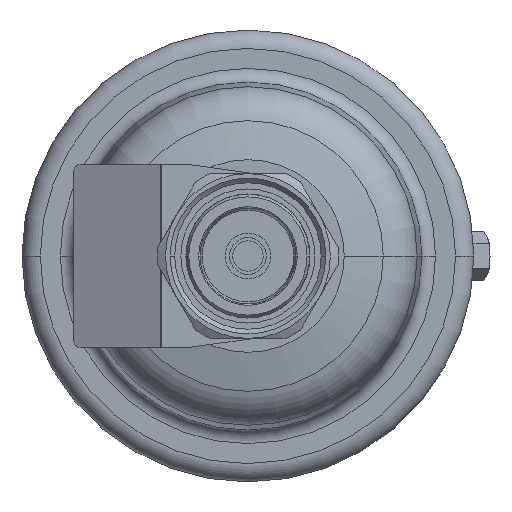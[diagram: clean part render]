
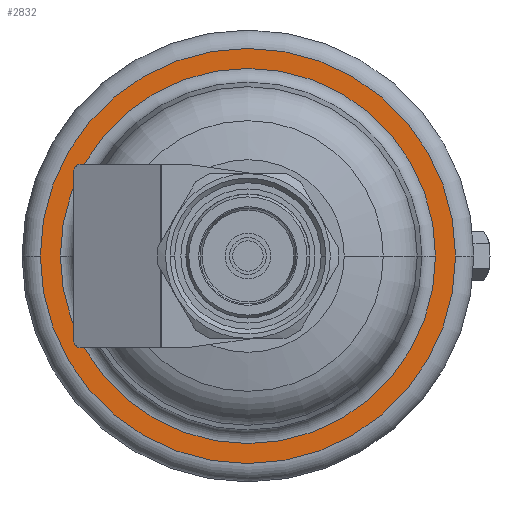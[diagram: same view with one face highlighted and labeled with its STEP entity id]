
A CAD part, left-side view. The second image highlights one B-rep face of the part: STEP entity #2832.
In plain terms, the highlighted face is planar.
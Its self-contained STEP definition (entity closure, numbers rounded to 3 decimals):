
#2239=CARTESIAN_POINT('',(0.,12.5,0.));
#2240=DIRECTION('',(0.,-1.,0.));
#2241=DIRECTION('',(-1.,0.,0.));
#2242=AXIS2_PLACEMENT_3D('',#2239,#2240,#2241);
#2249=CARTESIAN_POINT('',(0.,12.5,0.));
#2250=DIRECTION('',(0.,1.,0.));
#2251=DIRECTION('',(-1.,0.,0.));
#2252=AXIS2_PLACEMENT_3D('',#2249,#2250,#2251);
#2259=CARTESIAN_POINT('',(0.,12.5,0.));
#2260=DIRECTION('',(0.,-1.,0.));
#2261=DIRECTION('',(-1.,0.,0.));
#2262=AXIS2_PLACEMENT_3D('',#2259,#2260,#2261);
#2264=CARTESIAN_POINT('',(0.,12.5,0.));
#2265=DIRECTION('',(0.,1.,0.));
#2266=DIRECTION('',(-1.,0.,0.));
#2267=AXIS2_PLACEMENT_3D('',#2264,#2265,#2266);
#2355=CARTESIAN_POINT('',(-40.981,12.5,0.));
#2356=VERTEX_POINT('',#2355);
#2357=CARTESIAN_POINT('',(-45.35,12.5,0.));
#2359=VERTEX_POINT('',#2357);
#2389=CARTESIAN_POINT('',(40.981,12.5,0.));
#2390=VERTEX_POINT('',#2389);
#2391=CARTESIAN_POINT('',(45.35,12.5,0.));
#2393=VERTEX_POINT('',#2391);
#2817=CARTESIAN_POINT('',(0.,12.5,0.));
#2818=DIRECTION('',(0.,-1.,0.));
#2819=DIRECTION('',(-1.,0.,0.));
#2820=AXIS2_PLACEMENT_3D('',#2817,#2818,#2819);
#2821=PLANE('',#2820);
#2822=ORIENTED_EDGE('',*,*,#2810,.F.);
#2823=ORIENTED_EDGE('',*,*,#2799,.T.);
#2824=EDGE_LOOP('',(#2822,#2823));
#2825=FACE_OUTER_BOUND('',#2824,.F.);
#2827=ORIENTED_EDGE('',*,*,#2826,.F.);
#2829=ORIENTED_EDGE('',*,*,#2828,.T.);
#2830=EDGE_LOOP('',(#2827,#2829));
#2831=FACE_BOUND('',#2830,.F.);
#2832=ADVANCED_FACE('',(#2825,#2831),#2821,.F.);
#2243=CIRCLE('',#2242,45.35);
#2253=CIRCLE('',#2252,45.35);
#2263=CIRCLE('',#2262,40.981);
#2268=CIRCLE('',#2267,40.981);
#2799=EDGE_CURVE('',#2359,#2393,#2243,.T.);
#2810=EDGE_CURVE('',#2359,#2393,#2253,.T.);
#2826=EDGE_CURVE('',#2356,#2390,#2263,.T.);
#2828=EDGE_CURVE('',#2356,#2390,#2268,.T.);
